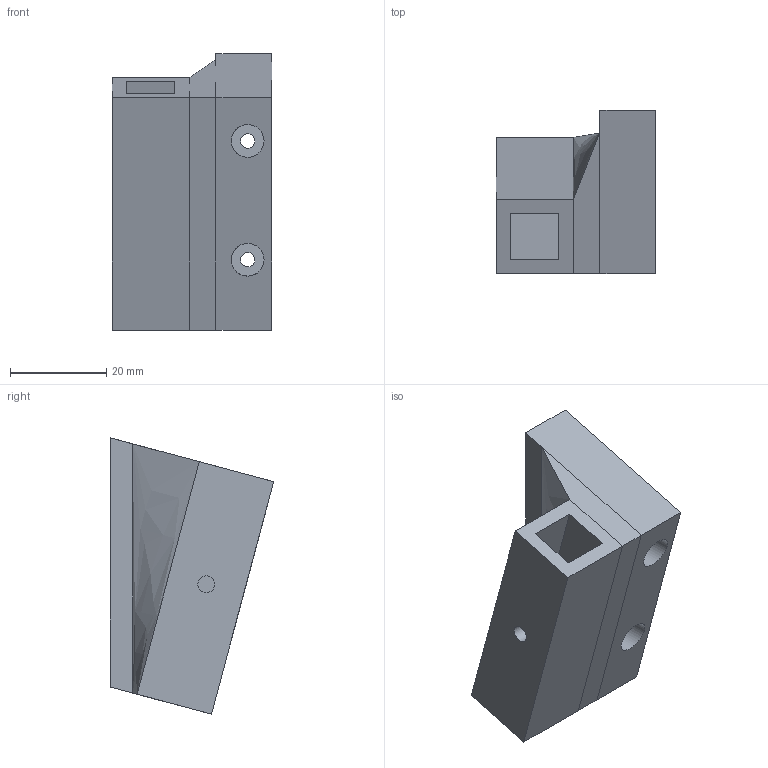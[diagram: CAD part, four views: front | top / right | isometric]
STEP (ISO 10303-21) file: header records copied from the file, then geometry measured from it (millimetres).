
FILE_DESCRIPTION(('FreeCAD Model'),'2;1');
FILE_NAME('Open CASCADE Shape Model','2022-11-10T00:25:25',(''),(''), 'Open CASCADE STEP processor 7.6','FreeCAD','Unknown');
FILE_SCHEMA(('AUTOMOTIVE_DESIGN { 1 0 10303 214 1 1 1 1 }'));
Length unit declared in the file: millimetre
Products named in the file (2): printLegHolder; Body052
Assembly tree (1 placements, depth 2):
  printLegHolder
    Body052
Bounding box: 33.13 x 33.95 x 57.39 mm (x, y, z)
Volume: 28324.4 mm3; surface area: 10273.1 mm2
Topology: 1 solids, 1 shells, 29 faces, 64 edges, 41 vertices
Faces by surface type: plane 20, cylinder 6, bspline 3
Full cylindrical faces by diameter (mm): 3 x2, 3.5 x2, 6.8 x2
Entity records: 1738 total; most frequent: CARTESIAN_POINT 364, DIRECTION 248, LINE 149, VECTOR 149, ORIENTED_EDGE 128, PCURVE 128, DEFINITIONAL_REPRESENTATION 128, EDGE_CURVE 64
